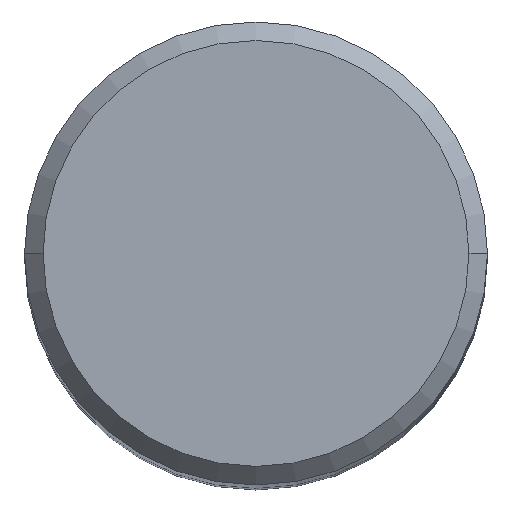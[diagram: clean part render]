
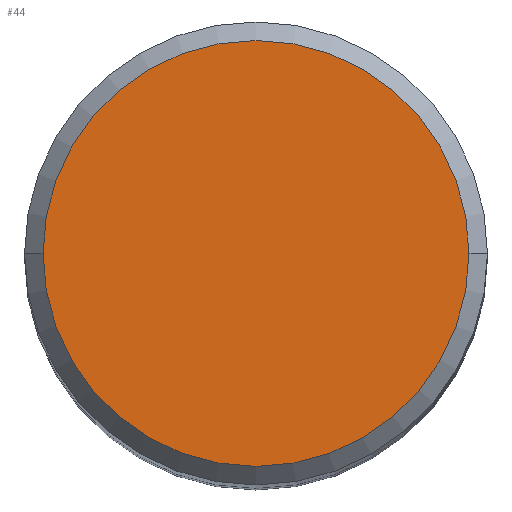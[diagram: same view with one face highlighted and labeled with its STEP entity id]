
A CAD part, top view. The second image highlights one B-rep face of the part: STEP entity #44.
In plain terms, the highlighted planar face has unit normal (0, 0, 1).
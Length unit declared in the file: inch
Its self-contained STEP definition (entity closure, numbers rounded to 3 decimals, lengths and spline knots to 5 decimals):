
#10 = CARTESIAN_POINT ( 'NONE',  ( 0., 0.23, 0. ) ) ;
#42 = AXIS2_PLACEMENT_3D ( 'NONE', #155, #312, #461 ) ;
#44 = ADVANCED_FACE ( 'NONE', ( #200 ), #285, .F. ) ;
#76 = ORIENTED_EDGE ( 'NONE', *, *, #281, .T. ) ;
#135 = AXIS2_PLACEMENT_3D ( 'NONE', #151, #384, #278 ) ;
#148 = DIRECTION ( 'NONE',  ( 0., 0., -1. ) ) ;
#151 = CARTESIAN_POINT ( 'NONE',  ( 0., 0., 0. ) ) ;
#155 = CARTESIAN_POINT ( 'NONE',  ( 0., 0., 0. ) ) ;
#186 = VERTEX_POINT ( 'NONE', #469 ) ;
#192 = VERTEX_POINT ( 'NONE', #362 ) ;
#200 = FACE_OUTER_BOUND ( 'NONE', #218, .T. ) ;
#218 = EDGE_LOOP ( 'NONE', ( #345, #76 ) ) ;
#278 = DIRECTION ( 'NONE',  ( 1., 0., 0. ) ) ;
#281 = EDGE_CURVE ( 'NONE', #192, #186, #481, .T. ) ;
#285 = PLANE ( 'NONE',  #482 ) ;
#312 = DIRECTION ( 'NONE',  ( 0., 0., 1. ) ) ;
#320 = EDGE_CURVE ( 'NONE', #186, #192, #408, .T. ) ;
#345 = ORIENTED_EDGE ( 'NONE', *, *, #320, .T. ) ;
#362 = CARTESIAN_POINT ( 'NONE',  ( 0.23, 0., 0. ) ) ;
#384 = DIRECTION ( 'NONE',  ( 0., 0., 1. ) ) ;
#390 = DIRECTION ( 'NONE',  ( -1., 0., 0. ) ) ;
#408 = CIRCLE ( 'NONE', #42, 0.23 ) ;
#461 = DIRECTION ( 'NONE',  ( 1., 0., 0. ) ) ;
#469 = CARTESIAN_POINT ( 'NONE',  ( -0.23, 0., 0. ) ) ;
#481 = CIRCLE ( 'NONE', #135, 0.23 ) ;
#482 = AXIS2_PLACEMENT_3D ( 'NONE', #10, #148, #390 ) ;
